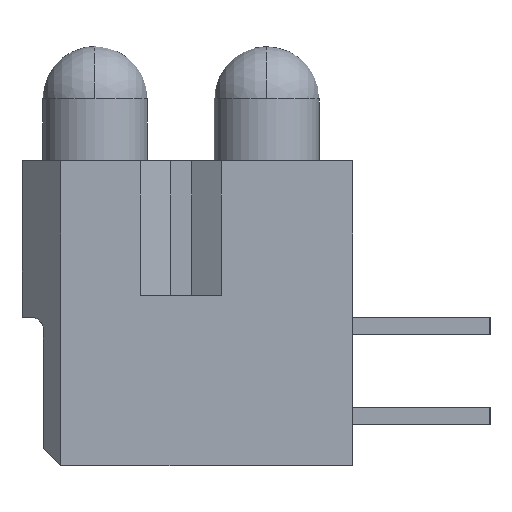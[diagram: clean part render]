
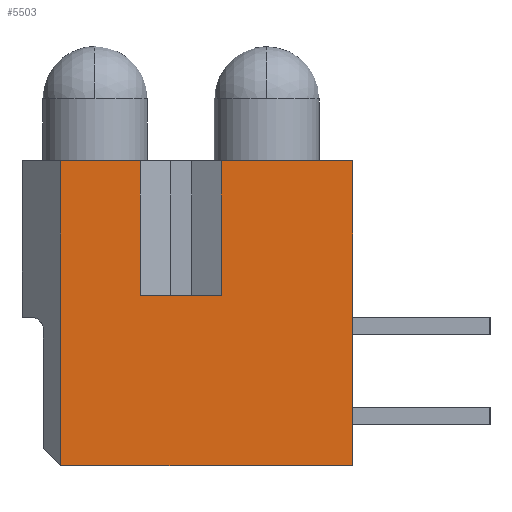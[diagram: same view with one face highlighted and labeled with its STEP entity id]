
A CAD part, left-side view. The second image highlights one B-rep face of the part: STEP entity #5503.
In plain terms, the highlighted planar face has unit normal (-1, 0, 0).
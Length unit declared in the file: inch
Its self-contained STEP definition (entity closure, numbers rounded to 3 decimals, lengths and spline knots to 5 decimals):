
#140 = EDGE_CURVE ( 'NONE', #4039, #688, #1263, .T. ) ;
#158 = VECTOR ( 'NONE', #761, 39.37008 ) ;
#229 = DIRECTION ( 'NONE',  ( 0., 0., 1. ) ) ;
#243 = EDGE_CURVE ( 'NONE', #688, #1727, #4384, .T. ) ;
#479 = CARTESIAN_POINT ( 'NONE',  ( -0.097, -0.04714, 0.182 ) ) ;
#688 = VERTEX_POINT ( 'NONE', #2590 ) ;
#761 = DIRECTION ( 'NONE',  ( 0., 0., -1. ) ) ;
#797 = VECTOR ( 'NONE', #1436, 39.37008 ) ;
#832 = VERTEX_POINT ( 'NONE', #2041 ) ;
#1142 = CARTESIAN_POINT ( 'NONE',  ( -0.097, 0.04714, 0.182 ) ) ;
#1263 = LINE ( 'NONE', #3320, #2402 ) ;
#1286 = CARTESIAN_POINT ( 'NONE',  ( -0.097, 0., -0.173 ) ) ;
#1322 = CARTESIAN_POINT ( 'NONE',  ( -0.097, 0., 0.025 ) ) ;
#1436 = DIRECTION ( 'NONE',  ( 0., 0., -1. ) ) ;
#1490 = EDGE_CURVE ( 'NONE', #1762, #5290, #2732, .T. ) ;
#1613 = DIRECTION ( 'NONE',  ( 0., 0., -1. ) ) ;
#1624 = ORIENTED_EDGE ( 'NONE', *, *, #140, .T. ) ;
#1727 = VERTEX_POINT ( 'NONE', #5322 ) ;
#1762 = VERTEX_POINT ( 'NONE', #2371 ) ;
#1838 = FACE_OUTER_BOUND ( 'NONE', #3229, .T. ) ;
#1938 = LINE ( 'NONE', #1142, #4386 ) ;
#1940 = ORIENTED_EDGE ( 'NONE', *, *, #3484, .T. ) ;
#2041 = CARTESIAN_POINT ( 'NONE',  ( -0.097, -0.2, -0.173 ) ) ;
#2097 = CARTESIAN_POINT ( 'NONE',  ( -0.097, -0.2, 0.182 ) ) ;
#2229 = CARTESIAN_POINT ( 'NONE',  ( -0.097, -0.2, 0.182 ) ) ;
#2288 = EDGE_CURVE ( 'NONE', #1727, #3643, #5269, .T. ) ;
#2371 = CARTESIAN_POINT ( 'NONE',  ( -0.097, 0.14, 0.182 ) ) ;
#2402 = VECTOR ( 'NONE', #6238, 39.37008 ) ;
#2537 = VECTOR ( 'NONE', #3465, 39.37008 ) ;
#2590 = CARTESIAN_POINT ( 'NONE',  ( -0.097, -0.04714, 0.182 ) ) ;
#2691 = EDGE_CURVE ( 'NONE', #832, #5290, #5656, .T. ) ;
#2732 = LINE ( 'NONE', #3675, #158 ) ;
#2806 = ORIENTED_EDGE ( 'NONE', *, *, #2691, .F. ) ;
#3085 = VECTOR ( 'NONE', #4689, 39.37008 ) ;
#3132 = DIRECTION ( 'NONE',  ( -1., 0., 0. ) ) ;
#3229 = EDGE_LOOP ( 'NONE', ( #4099, #2806, #4607, #1624, #4872, #4025, #3487, #1940 ) ) ;
#3233 = VECTOR ( 'NONE', #5465, 39.37008 ) ;
#3320 = CARTESIAN_POINT ( 'NONE',  ( -0.097, 0., 0.182 ) ) ;
#3465 = DIRECTION ( 'NONE',  ( 0., 1., 0. ) ) ;
#3484 = EDGE_CURVE ( 'NONE', #4630, #1762, #5119, .T. ) ;
#3487 = ORIENTED_EDGE ( 'NONE', *, *, #4556, .F. ) ;
#3591 = AXIS2_PLACEMENT_3D ( 'NONE', #4077, #3132, #229 ) ;
#3602 = CARTESIAN_POINT ( 'NONE',  ( -0.097, 0.04714, 0.182 ) ) ;
#3643 = VERTEX_POINT ( 'NONE', #4566 ) ;
#3675 = CARTESIAN_POINT ( 'NONE',  ( -0.097, 0.14, 0.182 ) ) ;
#3744 = DIRECTION ( 'NONE',  ( 0., 1., 0. ) ) ;
#4025 = ORIENTED_EDGE ( 'NONE', *, *, #2288, .T. ) ;
#4039 = VERTEX_POINT ( 'NONE', #2229 ) ;
#4077 = CARTESIAN_POINT ( 'NONE',  ( -0.097, 0., 0.182 ) ) ;
#4099 = ORIENTED_EDGE ( 'NONE', *, *, #1490, .T. ) ;
#4384 = LINE ( 'NONE', #479, #797 ) ;
#4386 = VECTOR ( 'NONE', #1613, 39.37008 ) ;
#4415 = CARTESIAN_POINT ( 'NONE',  ( -0.097, 0., 0.182 ) ) ;
#4532 = EDGE_CURVE ( 'NONE', #4039, #832, #5824, .T. ) ;
#4556 = EDGE_CURVE ( 'NONE', #4630, #3643, #1938, .T. ) ;
#4566 = CARTESIAN_POINT ( 'NONE',  ( -0.097, 0.04714, 0.025 ) ) ;
#4607 = ORIENTED_EDGE ( 'NONE', *, *, #4532, .F. ) ;
#4630 = VERTEX_POINT ( 'NONE', #3602 ) ;
#4689 = DIRECTION ( 'NONE',  ( 0., 1., 0. ) ) ;
#4872 = ORIENTED_EDGE ( 'NONE', *, *, #243, .T. ) ;
#5119 = LINE ( 'NONE', #4415, #2537 ) ;
#5269 = LINE ( 'NONE', #1322, #6277 ) ;
#5290 = VERTEX_POINT ( 'NONE', #6312 ) ;
#5322 = CARTESIAN_POINT ( 'NONE',  ( -0.097, -0.04714, 0.025 ) ) ;
#5465 = DIRECTION ( 'NONE',  ( 0., 0., -1. ) ) ;
#5503 = ADVANCED_FACE ( 'NONE', ( #1838 ), #6070, .T. ) ;
#5656 = LINE ( 'NONE', #1286, #3085 ) ;
#5824 = LINE ( 'NONE', #2097, #3233 ) ;
#6070 = PLANE ( 'NONE',  #3591 ) ;
#6238 = DIRECTION ( 'NONE',  ( 0., 1., 0. ) ) ;
#6277 = VECTOR ( 'NONE', #3744, 39.37008 ) ;
#6312 = CARTESIAN_POINT ( 'NONE',  ( -0.097, 0.14, -0.173 ) ) ;
